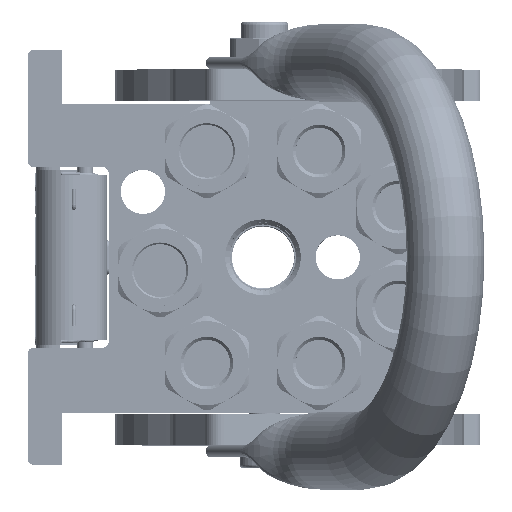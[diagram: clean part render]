
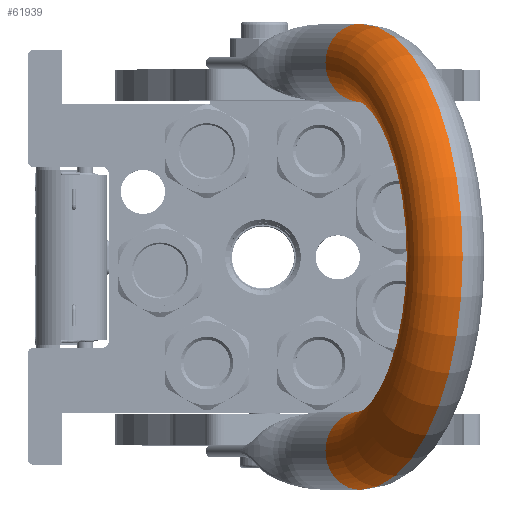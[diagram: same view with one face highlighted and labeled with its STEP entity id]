
A CAD part, top view. The second image highlights one B-rep face of the part: STEP entity #61939.
In plain terms, the highlighted toroidal (fillet/blend) face has major radius 62.25 mm and minor radius 12.5 mm.
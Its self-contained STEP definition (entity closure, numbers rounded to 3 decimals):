
#6433 = VERTEX_POINT ( 'NONE', #12045 ) ;
#6937 = CARTESIAN_POINT ( 'NONE',  ( 0., 0., 25.25 ) ) ;
#8941 = EDGE_CURVE ( 'NONE', #45261, #6433, #127152, .T. ) ;
#12045 = CARTESIAN_POINT ( 'NONE',  ( 74.75, 0., 25.25 ) ) ;
#13151 = AXIS2_PLACEMENT_3D ( 'NONE', #6937, #18809, #122142 ) ;
#13374 = AXIS2_PLACEMENT_3D ( 'NONE', #89346, #90248, #37152 ) ;
#18809 = DIRECTION ( 'NONE',  ( 0., 1., 0. ) ) ;
#23303 = CARTESIAN_POINT ( 'NONE',  ( 0., 0., 25.25 ) ) ;
#32656 = AXIS2_PLACEMENT_3D ( 'NONE', #23303, #96928, #96483 ) ;
#37152 = DIRECTION ( 'NONE',  ( -1., 0., 0. ) ) ;
#37196 = CARTESIAN_POINT ( 'NONE',  ( 0., 0., 25.25 ) ) ;
#37970 = DIRECTION ( 'NONE',  ( 1., 0., 0. ) ) ;
#41532 = TOROIDAL_SURFACE ( 'NONE', #81385, 62.25, 12.5 ) ;
#41755 = CIRCLE ( 'NONE', #13151, 49.75 ) ;
#44211 = ORIENTED_EDGE ( 'NONE', *, *, #8941, .F. ) ;
#45261 = VERTEX_POINT ( 'NONE', #91554 ) ;
#47623 = AXIS2_PLACEMENT_3D ( 'NONE', #58995, #48468, #37970 ) ;
#48468 = DIRECTION ( 'NONE',  ( 0., 0., -1. ) ) ;
#53700 = EDGE_LOOP ( 'NONE', ( #72789, #74845, #44211, #97987 ) ) ;
#58995 = CARTESIAN_POINT ( 'NONE',  ( 62.25, 0., 25.25 ) ) ;
#61939 = ADVANCED_FACE ( 'NONE', ( #101964 ), #41532, .T. ) ;
#72789 = ORIENTED_EDGE ( 'NONE', *, *, #81656, .T. ) ;
#74845 = ORIENTED_EDGE ( 'NONE', *, *, #108131, .F. ) ;
#77637 = CARTESIAN_POINT ( 'NONE',  ( -49.75, 0., 25.25 ) ) ;
#78400 = DIRECTION ( 'NONE',  ( 0., 1., 0. ) ) ;
#81385 = AXIS2_PLACEMENT_3D ( 'NONE', #37196, #78400, #130968 ) ;
#81656 = EDGE_CURVE ( 'NONE', #125969, #84319, #41755, .T. ) ;
#84319 = VERTEX_POINT ( 'NONE', #134352 ) ;
#89346 = CARTESIAN_POINT ( 'NONE',  ( -62.25, 0., 25.25 ) ) ;
#90248 = DIRECTION ( 'NONE',  ( 0., 0., 1. ) ) ;
#91554 = CARTESIAN_POINT ( 'NONE',  ( -74.75, 0., 25.25 ) ) ;
#96483 = DIRECTION ( 'NONE',  ( -1., 0., 0. ) ) ;
#96928 = DIRECTION ( 'NONE',  ( 0., 1., 0. ) ) ;
#97987 = ORIENTED_EDGE ( 'NONE', *, *, #125118, .T. ) ;
#99829 = CIRCLE ( 'NONE', #47623, 12.5 ) ;
#101964 = FACE_OUTER_BOUND ( 'NONE', #53700, .T. ) ;
#108131 = EDGE_CURVE ( 'NONE', #6433, #84319, #99829, .T. ) ;
#113107 = CIRCLE ( 'NONE', #13374, 12.5 ) ;
#122142 = DIRECTION ( 'NONE',  ( -1., 0., 0. ) ) ;
#125118 = EDGE_CURVE ( 'NONE', #45261, #125969, #113107, .T. ) ;
#125969 = VERTEX_POINT ( 'NONE', #77637 ) ;
#127152 = CIRCLE ( 'NONE', #32656, 74.75 ) ;
#130968 = DIRECTION ( 'NONE',  ( 1., 0., 0. ) ) ;
#134352 = CARTESIAN_POINT ( 'NONE',  ( 49.75, 0., 25.25 ) ) ;
